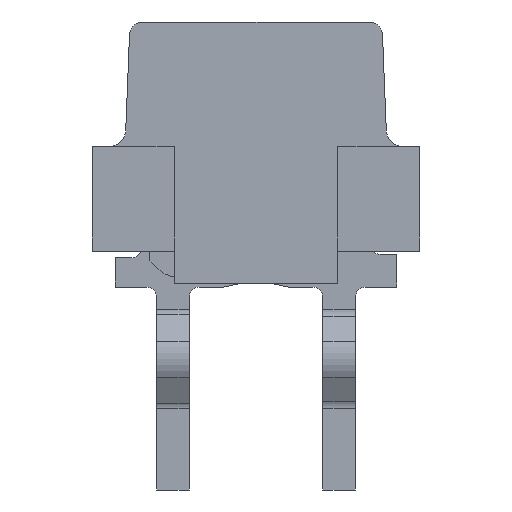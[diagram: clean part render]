
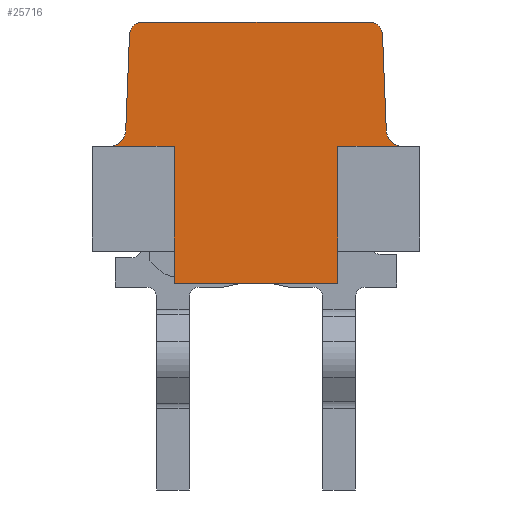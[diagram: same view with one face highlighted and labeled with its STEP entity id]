
A CAD part, left-side view. The second image highlights one B-rep face of the part: STEP entity #25716.
In plain terms, the highlighted planar face has unit normal (-1, 0, 0).
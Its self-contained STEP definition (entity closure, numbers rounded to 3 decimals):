
#4761=DIRECTION('',(0.,0.,-1.));
#4762=VECTOR('',#4761,0.5);
#4763=CARTESIAN_POINT('',(-9.1,1.25,-3.5));
#4764=LINE('',#4763,#4762);
#4993=DIRECTION('',(0.,-1.,0.));
#4994=VECTOR('',#4993,2.5);
#4995=CARTESIAN_POINT('',(-9.1,1.25,-4.));
#4996=LINE('',#4995,#4994);
#6161=DIRECTION('',(0.,0.,-1.));
#6162=VECTOR('',#6161,0.5);
#6163=CARTESIAN_POINT('',(-9.1,-1.25,-3.5));
#6164=LINE('',#6163,#6162);
#6333=CARTESIAN_POINT('',(-9.1,1.733,-0.2));
#6334=DIRECTION('',(-1.,0.,0.));
#6335=DIRECTION('',(0.,0.,1.));
#6336=AXIS2_PLACEMENT_3D('',#6333,#6334,#6335);
#6338=DIRECTION('',(0.,1.,0.));
#6339=VECTOR('',#6338,3.465);
#6340=CARTESIAN_POINT('',(-9.1,-1.733,0.));
#6341=LINE('',#6340,#6339);
#6342=CARTESIAN_POINT('',(-9.1,-1.733,-0.2));
#6343=DIRECTION('',(-1.,0.,0.));
#6344=DIRECTION('',(0.,-0.999,0.039));
#6345=AXIS2_PLACEMENT_3D('',#6342,#6343,#6344);
#6347=DIRECTION('',(0.,0.039,0.999));
#6348=VECTOR('',#6347,1.469);
#6349=CARTESIAN_POINT('',(-9.1,-1.991,-1.66));
#6350=LINE('',#6349,#6348);
#6351=DIRECTION('',(0.,1.,0.));
#6352=VECTOR('',#6351,0.99);
#6353=CARTESIAN_POINT('',(-9.1,-2.24,-1.9));
#6354=LINE('',#6353,#6352);
#6355=DIRECTION('',(0.,0.,-1.));
#6356=VECTOR('',#6355,1.6);
#6357=CARTESIAN_POINT('',(-9.1,-1.25,-1.9));
#6358=LINE('',#6357,#6356);
#6359=DIRECTION('',(0.,1.,0.));
#6360=VECTOR('',#6359,0.99);
#6361=CARTESIAN_POINT('',(-9.1,1.25,-1.9));
#6362=LINE('',#6361,#6360);
#6363=DIRECTION('',(0.,0.039,-0.999));
#6364=VECTOR('',#6363,1.469);
#6365=CARTESIAN_POINT('',(-9.1,1.933,-0.192));
#6366=LINE('',#6365,#6364);
#6413=CARTESIAN_POINT('',(-9.1,2.24,-1.65));
#6414=DIRECTION('',(1.,0.,0.));
#6415=DIRECTION('',(0.,-0.999,-0.039));
#6416=AXIS2_PLACEMENT_3D('',#6413,#6414,#6415);
#6476=CARTESIAN_POINT('',(-9.1,-2.24,-1.65));
#6477=DIRECTION('',(1.,0.,0.));
#6478=DIRECTION('',(0.,0.,-1.));
#6479=AXIS2_PLACEMENT_3D('',#6476,#6477,#6478);
#6525=DIRECTION('',(0.,0.,-1.));
#6526=VECTOR('',#6525,1.6);
#6527=CARTESIAN_POINT('',(-9.1,1.25,-1.9));
#6528=LINE('',#6527,#6526);
#14403=CARTESIAN_POINT('',(-9.1,1.25,-4.));
#14404=CARTESIAN_POINT('',(-9.1,-1.25,-4.));
#14405=VERTEX_POINT('',#14403);
#14406=VERTEX_POINT('',#14404);
#17020=CARTESIAN_POINT('',(-9.1,-1.25,-3.5));
#17022=VERTEX_POINT('',#17020);
#17024=CARTESIAN_POINT('',(-9.1,1.25,-3.5));
#17026=VERTEX_POINT('',#17024);
#17043=CARTESIAN_POINT('',(-9.1,-1.25,-1.9));
#17044=VERTEX_POINT('',#17043);
#17045=CARTESIAN_POINT('',(-9.1,1.25,-1.9));
#17046=VERTEX_POINT('',#17045);
#17052=CARTESIAN_POINT('',(-9.1,-1.991,-1.66));
#17054=VERTEX_POINT('',#17052);
#17056=CARTESIAN_POINT('',(-9.1,-2.24,-1.9));
#17058=VERTEX_POINT('',#17056);
#17059=CARTESIAN_POINT('',(-9.1,1.991,-1.66));
#17061=VERTEX_POINT('',#17059);
#17063=CARTESIAN_POINT('',(-9.1,2.24,-1.9));
#17065=VERTEX_POINT('',#17063);
#17071=CARTESIAN_POINT('',(-9.1,1.733,0.));
#17072=VERTEX_POINT('',#17071);
#17073=CARTESIAN_POINT('',(-9.1,1.933,-0.192));
#17074=VERTEX_POINT('',#17073);
#17079=CARTESIAN_POINT('',(-9.1,-1.933,-0.192));
#17080=VERTEX_POINT('',#17079);
#17081=CARTESIAN_POINT('',(-9.1,-1.733,0.));
#17082=VERTEX_POINT('',#17081);
#25685=CARTESIAN_POINT('',(-9.1,0.,-4.));
#25686=DIRECTION('',(-1.,0.,0.));
#25687=DIRECTION('',(0.,-1.,0.));
#25688=AXIS2_PLACEMENT_3D('',#25685,#25686,#25687);
#25689=PLANE('',#25688);
#25691=ORIENTED_EDGE('',*,*,#25690,.F.);
#25692=ORIENTED_EDGE('',*,*,#19502,.F.);
#25694=ORIENTED_EDGE('',*,*,#25693,.F.);
#25696=ORIENTED_EDGE('',*,*,#25695,.F.);
#25698=ORIENTED_EDGE('',*,*,#25697,.F.);
#25700=ORIENTED_EDGE('',*,*,#25699,.T.);
#25702=ORIENTED_EDGE('',*,*,#25701,.T.);
#25703=ORIENTED_EDGE('',*,*,#25472,.T.);
#25704=ORIENTED_EDGE('',*,*,#24029,.F.);
#25705=ORIENTED_EDGE('',*,*,#23757,.F.);
#25707=ORIENTED_EDGE('',*,*,#25706,.F.);
#25709=ORIENTED_EDGE('',*,*,#25708,.T.);
#25711=ORIENTED_EDGE('',*,*,#25710,.F.);
#25713=ORIENTED_EDGE('',*,*,#25712,.F.);
#25714=EDGE_LOOP('',(#25691,#25692,#25694,#25696,#25698,#25700,#25702,#25703,
#25704,#25705,#25707,#25709,#25711,#25713));
#25715=FACE_OUTER_BOUND('',#25714,.F.);
#6337=CIRCLE('',#6336,0.2);
#6346=CIRCLE('',#6345,0.2);
#6417=CIRCLE('',#6416,0.25);
#6480=CIRCLE('',#6479,0.25);
#19502=EDGE_CURVE('',#17082,#17072,#6341,.T.);
#23757=EDGE_CURVE('',#17026,#14405,#4764,.T.);
#24029=EDGE_CURVE('',#14405,#14406,#4996,.T.);
#25472=EDGE_CURVE('',#17022,#14406,#6164,.T.);
#25690=EDGE_CURVE('',#17072,#17074,#6337,.T.);
#25693=EDGE_CURVE('',#17080,#17082,#6346,.T.);
#25695=EDGE_CURVE('',#17054,#17080,#6350,.T.);
#25697=EDGE_CURVE('',#17058,#17054,#6480,.T.);
#25699=EDGE_CURVE('',#17058,#17044,#6354,.T.);
#25701=EDGE_CURVE('',#17044,#17022,#6358,.T.);
#25706=EDGE_CURVE('',#17046,#17026,#6528,.T.);
#25708=EDGE_CURVE('',#17046,#17065,#6362,.T.);
#25710=EDGE_CURVE('',#17061,#17065,#6417,.T.);
#25712=EDGE_CURVE('',#17074,#17061,#6366,.T.);
#25716=ADVANCED_FACE('',(#25715),#25689,.T.);
